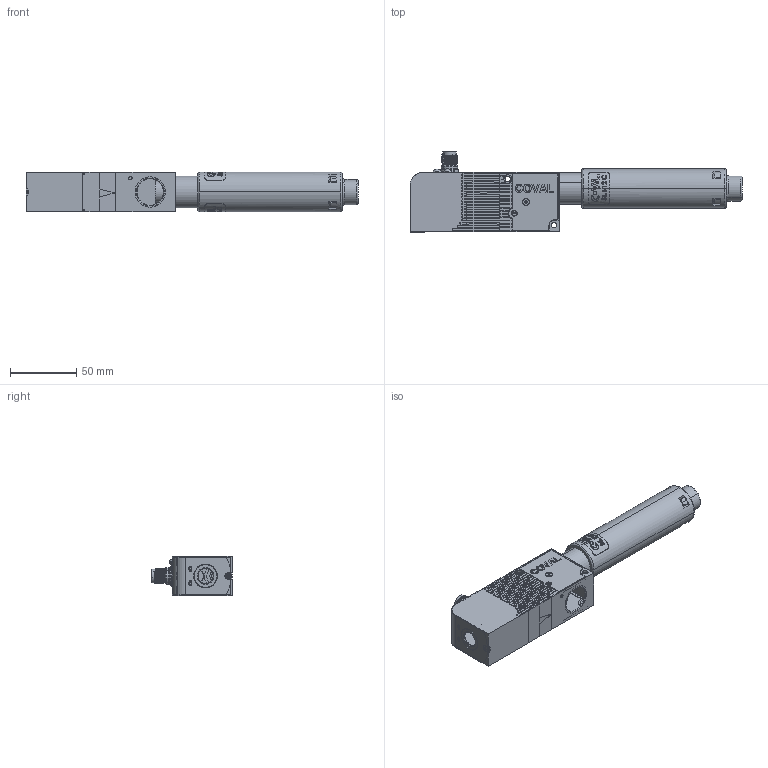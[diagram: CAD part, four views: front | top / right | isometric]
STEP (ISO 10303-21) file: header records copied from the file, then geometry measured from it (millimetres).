
FILE_DESCRIPTION(('STEP AP214'),'1');
FILE_NAME('COVAL_GEM60X25SVO.stp','2017-12-27T15:46:35',('TraceParts'),('TraceParts S.A.'),'Spatial InterOp 3D',' ',' ');
FILE_SCHEMA(('automotive_design'));
Length unit declared in the file: millimetre
Products named in the file (5): COVAL_GEM60X25SVO_1; COVAL_GEM60X25SVO_2; COVAL_GEM60X25SVO_3; COVAL_GEM60X25SVO_4; COVAL_GEM60X25SVO_5
Bounding box: 250.9 x 60.5 x 30 mm (x, y, z)
Volume: 58092 mm3; surface area: 78848.3 mm2
Topology: 42 solids, 43 shells, 2552 faces, 6729 edges, 4325 vertices
Faces by surface type: plane 1297, cylinder 594, cone 249, bspline 174, torus 172, sphere 66
Entity records: 134716 total; most frequent: CARTESIAN_POINT 52098, ORIENTED_EDGE 13446, DIRECTION 12228, EDGE_CURVE 6723, VERTEX_POINT 4325, AXIS2_PLACEMENT_3D 4177, LINE 3874, VECTOR 3874
